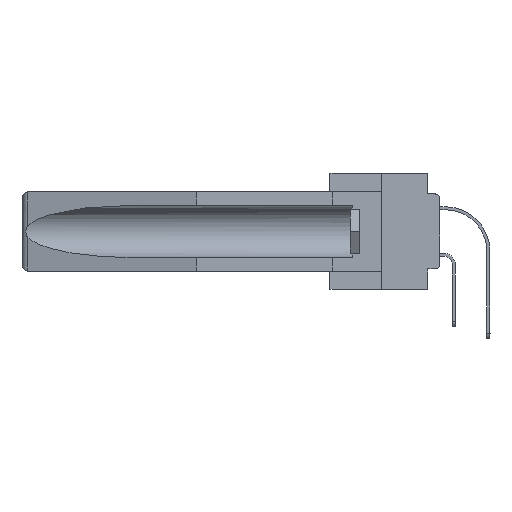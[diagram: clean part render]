
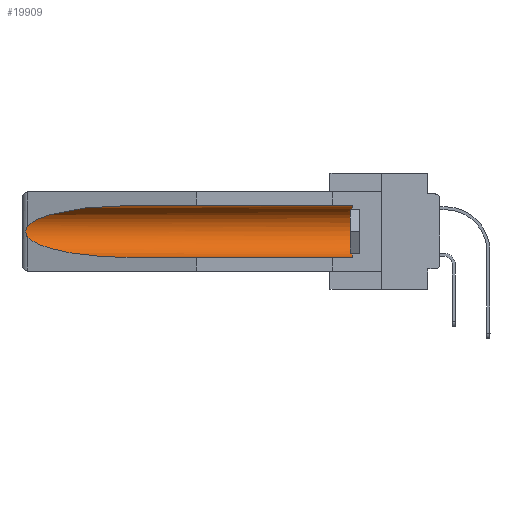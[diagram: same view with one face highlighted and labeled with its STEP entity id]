
A CAD part, left-side view. The second image highlights one B-rep face of the part: STEP entity #19909.
In plain terms, the highlighted cylindrical face has radius 2.857 mm (diameter 5.715 mm), a partial arc.
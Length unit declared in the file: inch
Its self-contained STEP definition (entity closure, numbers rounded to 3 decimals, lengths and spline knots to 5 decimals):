
#424 = LINE ( 'NONE', #22341, #29990 ) ;
#1365 = CARTESIAN_POINT ( 'NONE',  ( 0.26537, 1.52718, -0.19328 ) ) ;
#1372 = ORIENTED_EDGE ( 'NONE', *, *, #29879, .T. ) ;
#1440 = DIRECTION ( 'NONE',  ( 0., 1., 0. ) ) ;
#1586 = CARTESIAN_POINT ( 'NONE',  ( 0.26597, 1.5296, -0.19026 ) ) ;
#1744 = CARTESIAN_POINT ( 'NONE',  ( 0.2675, 1.53308, -0.16763 ) ) ;
#1844 = CARTESIAN_POINT ( 'NONE',  ( 0.26537, 1.52718, -0.14972 ) ) ;
#1902 = CARTESIAN_POINT ( 'NONE',  ( 0.2673, 1.5327, -0.16383 ) ) ;
#1944 = VECTOR ( 'NONE', #1440, 39.37008 ) ;
#2020 = EDGE_LOOP ( 'NONE', ( #1372, #29912, #26674, #5903, #25728, #17866 ) ) ;
#3360 = VERTEX_POINT ( 'NONE', #31796 ) ;
#3799 = CIRCLE ( 'NONE', #16242, 0.1125 ) ;
#4288 = DIRECTION ( 'NONE',  ( 0., 1., 0. ) ) ;
#4338 = CARTESIAN_POINT ( 'NONE',  ( 0.26654, 1.53092, -0.15636 ) ) ;
#4778 = VERTEX_POINT ( 'NONE', #31326 ) ;
#4974 = DIRECTION ( 'NONE',  ( 0., 1., 0. ) ) ;
#5055 = AXIS2_PLACEMENT_3D ( 'NONE', #26535, #4288, #9320 ) ;
#5903 = ORIENTED_EDGE ( 'NONE', *, *, #20755, .F. ) ;
#6434 = CARTESIAN_POINT ( 'NONE',  ( 0.2673, 1.53269, -0.17917 ) ) ;
#8896 = CARTESIAN_POINT ( 'NONE',  ( 0.2675, 1.53308, -0.17534 ) ) ;
#9320 = DIRECTION ( 'NONE',  ( 0., 0., 1. ) ) ;
#9375 = CARTESIAN_POINT ( 'NONE',  ( 0.26655, 1.53094, -0.18657 ) ) ;
#9538 = CARTESIAN_POINT ( 'NONE',  ( 0.155, 1.07973, -0.059 ) ) ;
#9631 = CARTESIAN_POINT ( 'NONE',  ( 0.155, 1.07973, -0.059 ) ) ;
#11597 = FACE_OUTER_BOUND ( 'NONE', #2020, .T. ) ;
#13462 = VERTEX_POINT ( 'NONE', #16001 ) ;
#14099 = EDGE_CURVE ( 'NONE', #20928, #4778, #27114, .T. ) ;
#14233 = CARTESIAN_POINT ( 'NONE',  ( 0.26597, 1.52961, -0.15275 ) ) ;
#15796 = EDGE_CURVE ( 'NONE', #13462, #26167, #3799, .T. ) ;
#16001 = CARTESIAN_POINT ( 'NONE',  ( 0.155, 0.126, -0.284 ) ) ;
#16242 = AXIS2_PLACEMENT_3D ( 'NONE', #19109, #29025, #26901 ) ;
#17866 = ORIENTED_EDGE ( 'NONE', *, *, #22577, .T. ) ;
#19109 = CARTESIAN_POINT ( 'NONE',  ( 0.155, 0.126, -0.1715 ) ) ;
#19909 = ADVANCED_FACE ( 'NONE', ( #11597 ), #21639, .F. ) ;
#20755 = EDGE_CURVE ( 'NONE', #13462, #4778, #29373, .T. ) ;
#20928 = VERTEX_POINT ( 'NONE', #24982 ) ;
#21173 = CARTESIAN_POINT ( 'NONE',  ( 0.155, 0.126, -0.059 ) ) ;
#21639 = CYLINDRICAL_SURFACE ( 'NONE', #5055, 0.1125 ) ;
#22341 = CARTESIAN_POINT ( 'NONE',  ( 0.155, -0.30754, -0.059 ) ) ;
#22432 = EDGE_CURVE ( 'NONE', #3360, #20928, #25892, .T. ) ;
#22577 = EDGE_CURVE ( 'NONE', #26167, #27314, #424, .T. ) ;
#23925 = CARTESIAN_POINT ( 'NONE',  ( 0.25451, 1.48313, -0.24835 ) ) ;
#23981 =( BOUNDED_CURVE ( )  B_SPLINE_CURVE ( 3, ( #9631, #28952, #31722, #1844 ),
 .UNSPECIFIED., .F., .T. ) 
 B_SPLINE_CURVE_WITH_KNOTS ( ( 4, 4 ),
 ( 4.71239, 6.08839 ),
 .UNSPECIFIED. ) 
 CURVE ( )  GEOMETRIC_REPRESENTATION_ITEM ( )  RATIONAL_B_SPLINE_CURVE ( ( 1., 0.848, 0.848, 1. ) ) 
 REPRESENTATION_ITEM ( '' )  );
#24982 = CARTESIAN_POINT ( 'NONE',  ( 0.26537, 1.52718, -0.19328 ) ) ;
#25728 = ORIENTED_EDGE ( 'NONE', *, *, #15796, .T. ) ;
#25882 = CARTESIAN_POINT ( 'NONE',  ( 0.21114, 1.30732, -0.284 ) ) ;
#25892 = B_SPLINE_CURVE_WITH_KNOTS ( 'NONE', 3,
 ( #29019, #14233, #4338, #1902, #1744, #8896, #6434, #9375, #1586, #28693 ),
 .UNSPECIFIED., .F., .F.,
 ( 4, 2, 2, 2, 4 ),
 ( 0., 0.00029, 0.00058, 0.00087, 0.00117 ),
 .UNSPECIFIED. ) ;
#26167 = VERTEX_POINT ( 'NONE', #21173 ) ;
#26535 = CARTESIAN_POINT ( 'NONE',  ( 0.155, -0.30754, -0.1715 ) ) ;
#26612 = CARTESIAN_POINT ( 'NONE',  ( 0.155, -0.30754, -0.284 ) ) ;
#26674 = ORIENTED_EDGE ( 'NONE', *, *, #14099, .T. ) ;
#26901 = DIRECTION ( 'NONE',  ( 0., 0., 1. ) ) ;
#27114 =( BOUNDED_CURVE ( )  B_SPLINE_CURVE ( 3, ( #1365, #23925, #25882, #28480 ),
 .UNSPECIFIED., .F., .F. ) 
 B_SPLINE_CURVE_WITH_KNOTS ( ( 4, 4 ),
 ( 0.1948, 1.5708 ),
 .UNSPECIFIED. ) 
 CURVE ( )  GEOMETRIC_REPRESENTATION_ITEM ( )  RATIONAL_B_SPLINE_CURVE ( ( 1., 0.848, 0.848, 1. ) ) 
 REPRESENTATION_ITEM ( '' )  );
#27314 = VERTEX_POINT ( 'NONE', #9538 ) ;
#28480 = CARTESIAN_POINT ( 'NONE',  ( 0.155, 1.07973, -0.284 ) ) ;
#28693 = CARTESIAN_POINT ( 'NONE',  ( 0.26537, 1.52718, -0.19328 ) ) ;
#28952 = CARTESIAN_POINT ( 'NONE',  ( 0.21114, 1.30732, -0.059 ) ) ;
#29019 = CARTESIAN_POINT ( 'NONE',  ( 0.26537, 1.52718, -0.14972 ) ) ;
#29025 = DIRECTION ( 'NONE',  ( 0., -1., 0. ) ) ;
#29373 = LINE ( 'NONE', #26612, #1944 ) ;
#29879 = EDGE_CURVE ( 'NONE', #27314, #3360, #23981, .T. ) ;
#29912 = ORIENTED_EDGE ( 'NONE', *, *, #22432, .T. ) ;
#29990 = VECTOR ( 'NONE', #4974, 39.37008 ) ;
#31326 = CARTESIAN_POINT ( 'NONE',  ( 0.155, 1.07973, -0.284 ) ) ;
#31722 = CARTESIAN_POINT ( 'NONE',  ( 0.25451, 1.48313, -0.09465 ) ) ;
#31796 = CARTESIAN_POINT ( 'NONE',  ( 0.26537, 1.52718, -0.14972 ) ) ;
